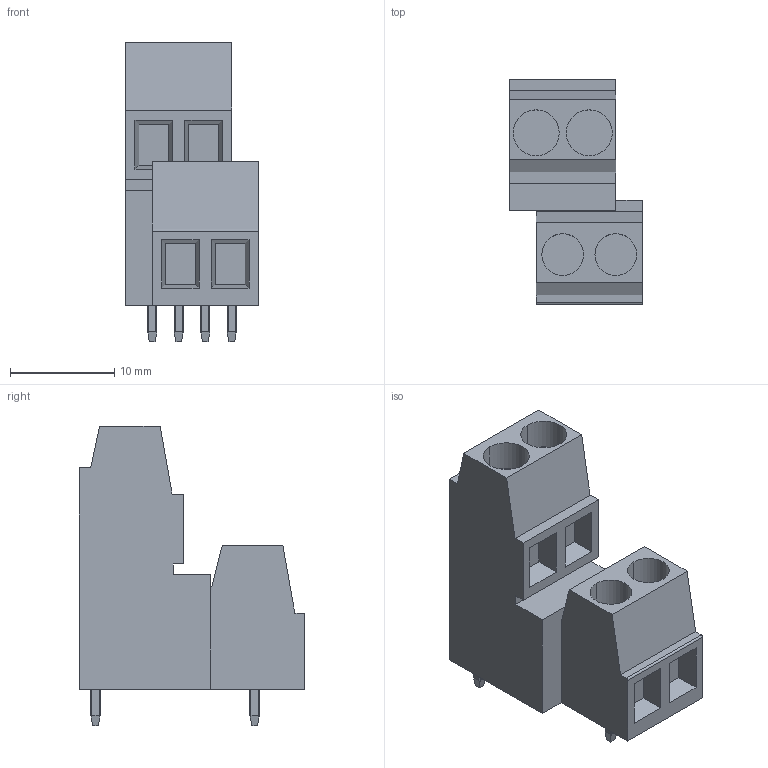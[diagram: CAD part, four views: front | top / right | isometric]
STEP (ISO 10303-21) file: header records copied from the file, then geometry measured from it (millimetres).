
FILE_DESCRIPTION(('CATIA V5 STEP Exchange','CAx-IF Rec.Pracs.--- Model Styling and Organization---1.2---2011-12-15'),'2;1');
FILE_NAME ('D1455697_0_1768850000_1768850000.stp','2018-09-07T08:09:11+00:00',('none'),('Weidmueller'),'CATIA Version 5-6 Release 2014','CATIA V5 STEP AP214','none');
FILE_SCHEMA(('AUTOMOTIVE_DESIGN { 1 0 10303 214 1 1 1 1 }'));
Length unit declared in the file: millimetre
Products named in the file (1): 1768850000
Bounding box: 12.7 x 21.6 x 28.7 mm (x, y, z)
Volume: 3560.8 mm3; surface area: 2126.9 mm2
Topology: 5 solids, 5 shells, 112 faces, 282 edges, 188 vertices
Faces by surface type: plane 103, cylinder 9
Entity records: 3188 total; most frequent: CARTESIAN_POINT 604, ORIENTED_EDGE 564, DIRECTION 434, EDGE_CURVE 282, VECTOR 226, LINE 226, VERTEX_POINT 188, EDGE_LOOP 120
